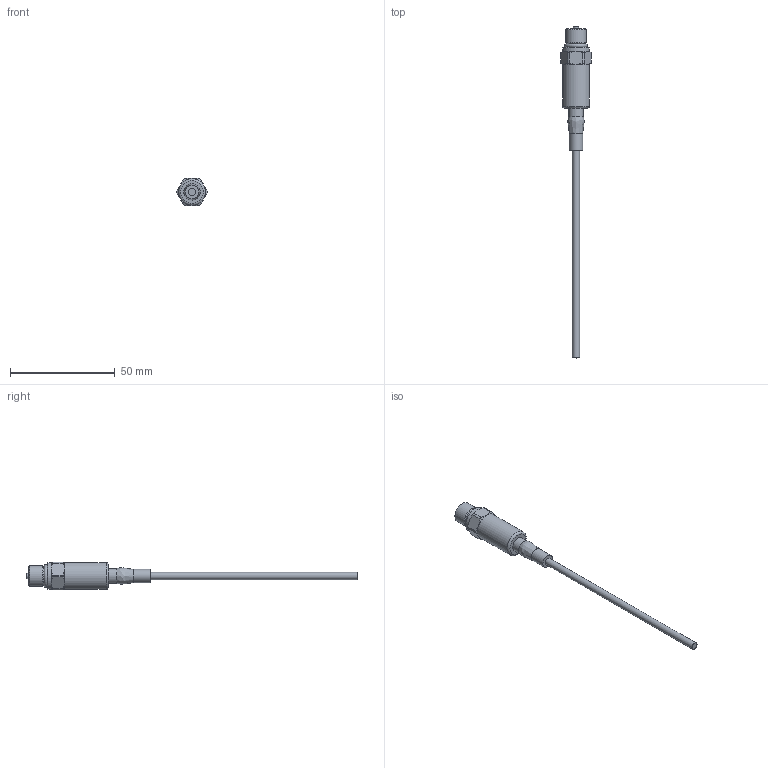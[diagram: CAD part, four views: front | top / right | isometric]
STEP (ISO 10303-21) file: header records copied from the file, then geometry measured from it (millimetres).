
FILE_DESCRIPTION (( 'STEP AP214' ), '1' );
FILE_NAME ('PCM120.STEP', '2019-07-23T07:52:07', ( '' ), ( '' ), 'SwSTEP 2.0', 'SolidWorks 2015', '' );
FILE_SCHEMA (( 'AUTOMOTIVE_DESIGN' ));
Length unit declared in the file: millimetre
Products named in the file (1): PCM120
Bounding box: 14.5 x 158.2 x 13 mm (x, y, z)
Volume: 6103 mm3; surface area: 3468.4 mm2
Topology: 2 solids, 2 shells, 52 faces, 112 edges, 68 vertices
Faces by surface type: cylinder 16, plane 16, cone 15, torus 4, bspline 1
Full cylindrical faces by diameter (mm): 1.4 x2, 2.4 x1, 3.4 x1, 6.4 x1, 7 x1, 7.8 x1, 10 x1, 12.7 x2
Entity records: 1938 total; most frequent: CARTESIAN_POINT 352, DIRECTION 216, ORIENTED_EDGE 172, AXIS2_PLACEMENT_3D 102, EDGE_CURVE 86, EDGE_LOOP 74, FACE_OUTER_BOUND 65, VERTEX_POINT 60
